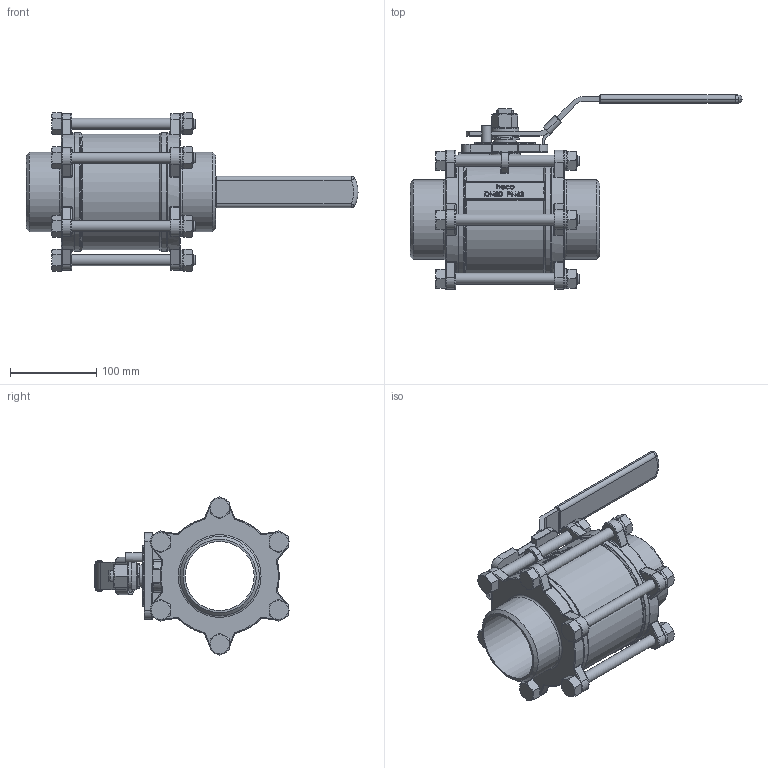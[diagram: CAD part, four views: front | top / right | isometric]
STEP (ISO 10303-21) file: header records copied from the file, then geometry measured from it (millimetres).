
FILE_DESCRIPTION (( 'STEP AP214' ), '1' );
FILE_NAME ('K3-300-000-4 Kugelhahn heco.STEP', '2013-08-09T10:23:46', ( 'test' ), ( '' ), 'SwSTEP 2.0', 'SolidWorks 2011', '' );
FILE_SCHEMA (( 'AUTOMOTIVE_DESIGN' ));
Length unit declared in the file: millimetre
Products named in the file (1): K3-300-000-4 Kugelhahn heco
Bounding box: 385 x 225.01 x 183.4 mm (x, y, z)
Volume: 1882382 mm3; surface area: 283638.4 mm2
Topology: 1 solids, 1 shells, 1230 faces, 3019 edges, 1845 vertices
Faces by surface type: plane 422, bspline 303, cylinder 231, cone 143, torus 116, sphere 15
Full cylindrical faces by diameter (mm): 8.6 x4, 10.036 x1, 11.001 x1, 12.7 x12, 14 x12, 16 x2, 20 x1, 23.5 x6, 26 x1, 32 x1, 70.5 x1, 80 x1, 92 x2, 138 x3
Entity records: 66015 total; most frequent: CARTESIAN_POINT 26244, ORIENTED_EDGE 5790, DIRECTION 4669, EDGE_CURVE 2895, VERTEX_POINT 1812, AXIS2_PLACEMENT_3D 1740, EDGE_LOOP 1409, FACE_OUTER_BOUND 1283
